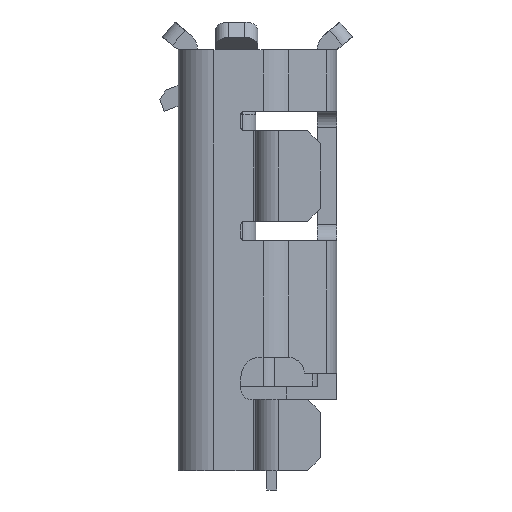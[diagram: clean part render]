
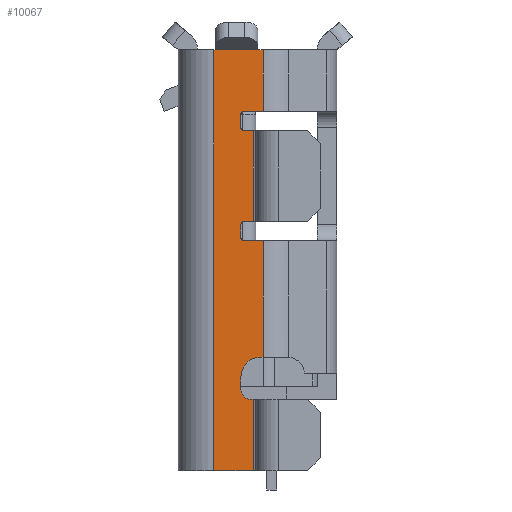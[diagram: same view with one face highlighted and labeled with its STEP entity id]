
A CAD part, left-side view. The second image highlights one B-rep face of the part: STEP entity #10067.
In plain terms, the highlighted planar face has unit normal (-1, 0, 0).
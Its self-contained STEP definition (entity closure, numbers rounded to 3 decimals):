
#5=DIRECTION('',(0.,-1.,0.));
#6=VECTOR('',#5,0.03);
#7=CARTESIAN_POINT('',(-3.75,0.675,3.25));
#8=LINE('',#7,#6);
#101=DIRECTION('',(0.,-1.,0.));
#102=VECTOR('',#101,0.084);
#103=CARTESIAN_POINT('',(-3.75,-0.005,3.25));
#104=LINE('',#103,#102);
#356=DIRECTION('',(0.,1.,0.));
#357=VECTOR('',#356,0.04);
#358=CARTESIAN_POINT('',(-3.75,0.065,-2.15));
#359=LINE('',#358,#357);
#1846=DIRECTION('',(0.,0.,1.));
#1847=VECTOR('',#1846,0.2);
#1848=CARTESIAN_POINT('',(-3.75,0.255,-2.));
#1849=LINE('',#1848,#1847);
#1850=DIRECTION('',(0.,0.,1.));
#1851=VECTOR('',#1850,1.1);
#1852=CARTESIAN_POINT('',(-3.75,0.065,-3.25));
#1853=LINE('',#1852,#1851);
#1854=DIRECTION('',(0.,1.,0.));
#1855=VECTOR('',#1854,0.61);
#1856=CARTESIAN_POINT('',(-3.75,0.065,-3.25));
#1857=LINE('',#1856,#1855);
#1858=DIRECTION('',(0.,0.,1.));
#1859=VECTOR('',#1858,6.5);
#1860=CARTESIAN_POINT('',(-3.75,0.675,-3.25));
#1861=LINE('',#1860,#1859);
#1862=DIRECTION('',(0.,-1.,0.));
#1863=VECTOR('',#1862,0.65);
#1864=CARTESIAN_POINT('',(-3.75,0.645,3.25));
#1865=LINE('',#1864,#1863);
#1866=DIRECTION('',(0.,1.,0.));
#1867=VECTOR('',#1866,0.294);
#1868=CARTESIAN_POINT('',(-3.75,-0.089,2.301));
#1869=LINE('',#1868,#1867);
#1870=CARTESIAN_POINT('',(-3.75,0.205,2.251));
#1871=DIRECTION('',(1.,0.,0.));
#1872=DIRECTION('',(0.,1.,0.));
#1873=AXIS2_PLACEMENT_3D('',#1870,#1871,#1872);
#1875=DIRECTION('',(0.,0.,1.));
#1876=VECTOR('',#1875,0.201);
#1877=CARTESIAN_POINT('',(-3.75,0.255,2.05));
#1878=LINE('',#1877,#1876);
#1879=CARTESIAN_POINT('',(-3.75,0.205,2.05));
#1880=DIRECTION('',(1.,0.,0.));
#1881=DIRECTION('',(0.,0.,-1.));
#1882=AXIS2_PLACEMENT_3D('',#1879,#1880,#1881);
#1884=DIRECTION('',(0.,-1.,0.));
#1885=VECTOR('',#1884,0.14);
#1886=CARTESIAN_POINT('',(-3.75,0.205,2.));
#1887=LINE('',#1886,#1885);
#1888=CARTESIAN_POINT('',(-3.75,0.205,0.55));
#1889=DIRECTION('',(1.,0.,0.));
#1890=DIRECTION('',(0.,1.,0.));
#1891=AXIS2_PLACEMENT_3D('',#1888,#1889,#1890);
#1893=DIRECTION('',(0.,0.,1.));
#1894=VECTOR('',#1893,0.199);
#1895=CARTESIAN_POINT('',(-3.75,0.255,0.351));
#1896=LINE('',#1895,#1894);
#1897=CARTESIAN_POINT('',(-3.75,0.205,0.351));
#1898=DIRECTION('',(1.,0.,0.));
#1899=DIRECTION('',(0.,0.,-1.));
#1900=AXIS2_PLACEMENT_3D('',#1897,#1898,#1899);
#1902=DIRECTION('',(0.,1.,0.));
#1903=VECTOR('',#1902,0.294);
#1904=CARTESIAN_POINT('',(-3.75,-0.089,0.301));
#1905=LINE('',#1904,#1903);
#1906=DIRECTION('',(0.,1.,0.));
#1907=VECTOR('',#1906,0.044);
#1908=CARTESIAN_POINT('',(-3.75,-0.089,-1.5));
#1909=LINE('',#1908,#1907);
#1910=CARTESIAN_POINT('',(-3.75,-0.045,-1.8));
#1911=DIRECTION('',(1.,0.,0.));
#1912=DIRECTION('',(0.,1.,0.));
#1913=AXIS2_PLACEMENT_3D('',#1910,#1911,#1912);
#1954=DIRECTION('',(0.,0.,1.));
#1955=VECTOR('',#1954,0.949);
#1956=CARTESIAN_POINT('',(-3.75,-0.089,2.301));
#1957=LINE('',#1956,#1955);
#1963=DIRECTION('',(0.,0.,1.));
#1964=VECTOR('',#1963,1.801);
#1965=CARTESIAN_POINT('',(-3.75,-0.089,-1.5));
#1966=LINE('',#1965,#1964);
#2938=DIRECTION('',(0.,-1.,0.));
#2939=VECTOR('',#2938,0.14);
#2940=CARTESIAN_POINT('',(-3.75,0.205,0.6));
#2941=LINE('',#2940,#2939);
#3132=DIRECTION('',(0.,0.,1.));
#3133=VECTOR('',#3132,1.4);
#3134=CARTESIAN_POINT('',(-3.75,0.065,0.6));
#3135=LINE('',#3134,#3133);
#3690=CARTESIAN_POINT('',(-3.75,0.105,-2.));
#3691=DIRECTION('',(1.,0.,0.));
#3692=DIRECTION('',(0.,0.,-1.));
#3693=AXIS2_PLACEMENT_3D('',#3690,#3691,#3692);
#6478=CARTESIAN_POINT('',(-3.75,0.675,-3.25));
#6480=VERTEX_POINT('',#6478);
#6493=CARTESIAN_POINT('',(-3.75,-0.089,3.25));
#6495=VERTEX_POINT('',#6493);
#6525=CARTESIAN_POINT('',(-3.75,0.675,3.25));
#6526=VERTEX_POINT('',#6525);
#6581=CARTESIAN_POINT('',(-3.75,0.645,3.25));
#6583=VERTEX_POINT('',#6581);
#6589=CARTESIAN_POINT('',(-3.75,-0.005,3.25));
#6591=VERTEX_POINT('',#6589);
#6725=CARTESIAN_POINT('',(-3.75,-0.089,0.301));
#6726=CARTESIAN_POINT('',(-3.75,0.205,0.301));
#6727=VERTEX_POINT('',#6725);
#6728=VERTEX_POINT('',#6726);
#6729=CARTESIAN_POINT('',(-3.75,0.255,0.351));
#6730=VERTEX_POINT('',#6729);
#6731=CARTESIAN_POINT('',(-3.75,0.255,0.55));
#6732=VERTEX_POINT('',#6731);
#6733=CARTESIAN_POINT('',(-3.75,0.205,0.6));
#6734=VERTEX_POINT('',#6733);
#6735=CARTESIAN_POINT('',(-3.75,0.205,2.));
#6736=CARTESIAN_POINT('',(-3.75,0.255,2.05));
#6737=VERTEX_POINT('',#6735);
#6738=VERTEX_POINT('',#6736);
#6739=CARTESIAN_POINT('',(-3.75,0.255,2.251));
#6740=VERTEX_POINT('',#6739);
#6741=CARTESIAN_POINT('',(-3.75,0.205,2.301));
#6742=VERTEX_POINT('',#6741);
#6743=CARTESIAN_POINT('',(-3.75,-0.089,2.301));
#6744=VERTEX_POINT('',#6743);
#6805=CARTESIAN_POINT('',(-3.75,0.065,2.));
#6807=VERTEX_POINT('',#6805);
#6838=CARTESIAN_POINT('',(-3.75,0.065,0.6));
#6840=VERTEX_POINT('',#6838);
#6918=CARTESIAN_POINT('',(-3.75,0.255,-1.8));
#6919=CARTESIAN_POINT('',(-3.75,-0.045,-1.5));
#6920=VERTEX_POINT('',#6918);
#6921=VERTEX_POINT('',#6919);
#6922=CARTESIAN_POINT('',(-3.75,-0.089,-1.5));
#6924=VERTEX_POINT('',#6922);
#6949=CARTESIAN_POINT('',(-3.75,0.065,-3.25));
#6950=VERTEX_POINT('',#6949);
#6981=CARTESIAN_POINT('',(-3.75,0.065,-2.15));
#6982=VERTEX_POINT('',#6981);
#7000=CARTESIAN_POINT('',(-3.75,0.255,-2.));
#7002=VERTEX_POINT('',#7000);
#7004=CARTESIAN_POINT('',(-3.75,0.105,-2.15));
#7006=VERTEX_POINT('',#7004);
#10017=CARTESIAN_POINT('',(-3.75,0.675,-3.25));
#10018=DIRECTION('',(-1.,0.,0.));
#10019=DIRECTION('',(0.,-1.,0.));
#10020=AXIS2_PLACEMENT_3D('',#10017,#10018,#10019);
#10021=PLANE('',#10020);
#10023=ORIENTED_EDGE('',*,*,#10022,.F.);
#10025=ORIENTED_EDGE('',*,*,#10024,.F.);
#10026=ORIENTED_EDGE('',*,*,#8752,.F.);
#10028=ORIENTED_EDGE('',*,*,#10027,.F.);
#10029=ORIENTED_EDGE('',*,*,#8836,.T.);
#10030=ORIENTED_EDGE('',*,*,#10010,.T.);
#10031=ORIENTED_EDGE('',*,*,#8485,.T.);
#10033=ORIENTED_EDGE('',*,*,#10032,.T.);
#10034=ORIENTED_EDGE('',*,*,#8545,.T.);
#10036=ORIENTED_EDGE('',*,*,#10035,.F.);
#10038=ORIENTED_EDGE('',*,*,#10037,.T.);
#10040=ORIENTED_EDGE('',*,*,#10039,.F.);
#10042=ORIENTED_EDGE('',*,*,#10041,.F.);
#10044=ORIENTED_EDGE('',*,*,#10043,.F.);
#10046=ORIENTED_EDGE('',*,*,#10045,.T.);
#10048=ORIENTED_EDGE('',*,*,#10047,.F.);
#10050=ORIENTED_EDGE('',*,*,#10049,.F.);
#10052=ORIENTED_EDGE('',*,*,#10051,.F.);
#10054=ORIENTED_EDGE('',*,*,#10053,.F.);
#10056=ORIENTED_EDGE('',*,*,#10055,.F.);
#10058=ORIENTED_EDGE('',*,*,#10057,.F.);
#10060=ORIENTED_EDGE('',*,*,#10059,.F.);
#10062=ORIENTED_EDGE('',*,*,#10061,.T.);
#10064=ORIENTED_EDGE('',*,*,#10063,.F.);
#10065=EDGE_LOOP('',(#10023,#10025,#10026,#10028,#10029,#10030,#10031,#10033,
#10034,#10036,#10038,#10040,#10042,#10044,#10046,#10048,#10050,#10052,#10054,
#10056,#10058,#10060,#10062,#10064));
#10066=FACE_OUTER_BOUND('',#10065,.F.);
#10067=ADVANCED_FACE('',(#10066),#10021,.T.);
#1874=CIRCLE('',#1873,0.05);
#1883=CIRCLE('',#1882,0.05);
#1892=CIRCLE('',#1891,0.05);
#1901=CIRCLE('',#1900,0.05);
#1914=CIRCLE('',#1913,0.3);
#3694=CIRCLE('',#3693,0.15);
#8485=EDGE_CURVE('',#6526,#6583,#8,.T.);
#8545=EDGE_CURVE('',#6591,#6495,#104,.T.);
#8752=EDGE_CURVE('',#6982,#7006,#359,.T.);
#8836=EDGE_CURVE('',#6950,#6480,#1857,.T.);
#10010=EDGE_CURVE('',#6480,#6526,#1861,.T.);
#10022=EDGE_CURVE('',#7002,#6920,#1849,.T.);
#10024=EDGE_CURVE('',#7006,#7002,#3694,.T.);
#10027=EDGE_CURVE('',#6950,#6982,#1853,.T.);
#10032=EDGE_CURVE('',#6583,#6591,#1865,.T.);
#10035=EDGE_CURVE('',#6744,#6495,#1957,.T.);
#10037=EDGE_CURVE('',#6744,#6742,#1869,.T.);
#10039=EDGE_CURVE('',#6740,#6742,#1874,.T.);
#10041=EDGE_CURVE('',#6738,#6740,#1878,.T.);
#10043=EDGE_CURVE('',#6737,#6738,#1883,.T.);
#10045=EDGE_CURVE('',#6737,#6807,#1887,.T.);
#10047=EDGE_CURVE('',#6840,#6807,#3135,.T.);
#10049=EDGE_CURVE('',#6734,#6840,#2941,.T.);
#10051=EDGE_CURVE('',#6732,#6734,#1892,.T.);
#10053=EDGE_CURVE('',#6730,#6732,#1896,.T.);
#10055=EDGE_CURVE('',#6728,#6730,#1901,.T.);
#10057=EDGE_CURVE('',#6727,#6728,#1905,.T.);
#10059=EDGE_CURVE('',#6924,#6727,#1966,.T.);
#10061=EDGE_CURVE('',#6924,#6921,#1909,.T.);
#10063=EDGE_CURVE('',#6920,#6921,#1914,.T.);
